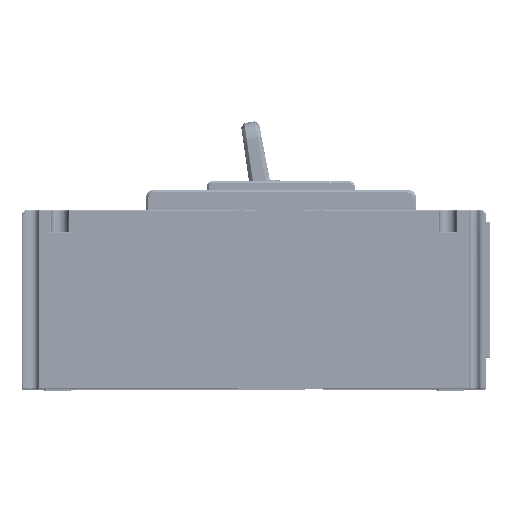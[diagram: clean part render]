
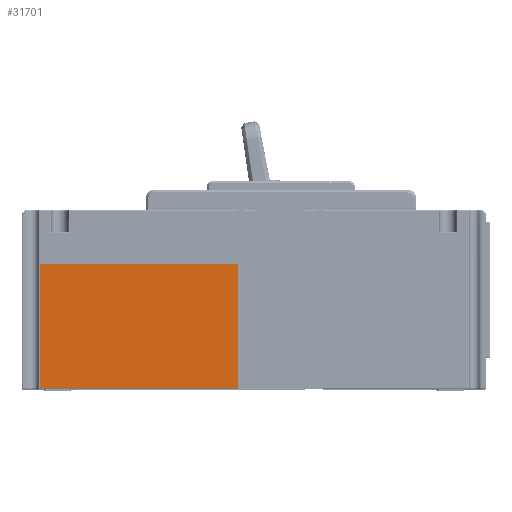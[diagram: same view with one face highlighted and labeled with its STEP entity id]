
A CAD part, top view. The second image highlights one B-rep face of the part: STEP entity #31701.
In plain terms, the highlighted face is planar.
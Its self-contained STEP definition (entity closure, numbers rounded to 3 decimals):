
#9539=DIRECTION('',(0.,-1.,0.));
#9540=VECTOR('',#9539,68.7);
#9541=CARTESIAN_POINT('',(-99.,69.2,-133.783));
#9542=LINE('',#9541,#9540);
#9543=DIRECTION('',(0.,0.,1.));
#9544=VECTOR('',#9543,110.283);
#9545=CARTESIAN_POINT('',(-99.,69.2,-133.783));
#9546=LINE('',#9545,#9544);
#9551=DIRECTION('',(0.,0.,1.));
#9552=VECTOR('',#9551,110.283);
#9553=CARTESIAN_POINT('',(-99.,0.5,-133.783));
#9554=LINE('',#9553,#9552);
#9560=DIRECTION('',(0.,1.,0.));
#9561=VECTOR('',#9560,68.7);
#9562=CARTESIAN_POINT('',(-99.,0.5,-23.5));
#9563=LINE('',#9562,#9561);
#17621=CARTESIAN_POINT('',(-99.,0.5,-23.5));
#17622=VERTEX_POINT('',#17621);
#17623=CARTESIAN_POINT('',(-99.,69.2,-23.5));
#17624=VERTEX_POINT('',#17623);
#17625=CARTESIAN_POINT('',(-99.,0.5,-133.783));
#17626=VERTEX_POINT('',#17625);
#17631=CARTESIAN_POINT('',(-99.,69.2,-133.783));
#17632=VERTEX_POINT('',#17631);
#31688=CARTESIAN_POINT('',(-99.,0.,-143.5));
#31689=DIRECTION('',(-1.,0.,0.));
#31690=DIRECTION('',(0.,0.,1.));
#31691=AXIS2_PLACEMENT_3D('',#31688,#31689,#31690);
#31692=PLANE('',#31691);
#31694=ORIENTED_EDGE('',*,*,#31693,.F.);
#31695=ORIENTED_EDGE('',*,*,#31683,.F.);
#31696=ORIENTED_EDGE('',*,*,#23320,.T.);
#31698=ORIENTED_EDGE('',*,*,#31697,.F.);
#31699=EDGE_LOOP('',(#31694,#31695,#31696,#31698));
#31700=FACE_OUTER_BOUND('',#31699,.F.);
#31701=ADVANCED_FACE('',(#31700),#31692,.T.);
#23320=EDGE_CURVE('',#17632,#17624,#9546,.T.);
#31683=EDGE_CURVE('',#17632,#17626,#9542,.T.);
#31693=EDGE_CURVE('',#17626,#17622,#9554,.T.);
#31697=EDGE_CURVE('',#17622,#17624,#9563,.T.);
